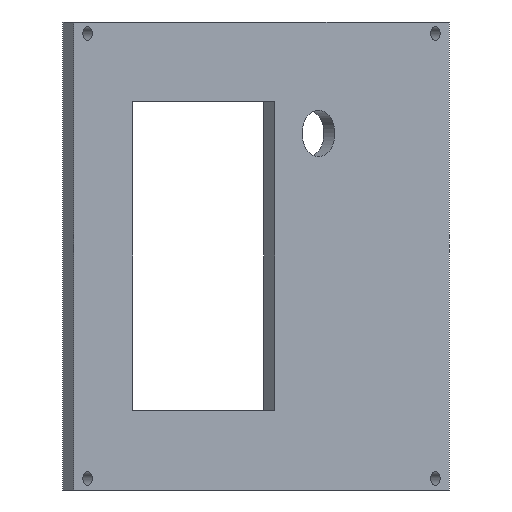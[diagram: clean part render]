
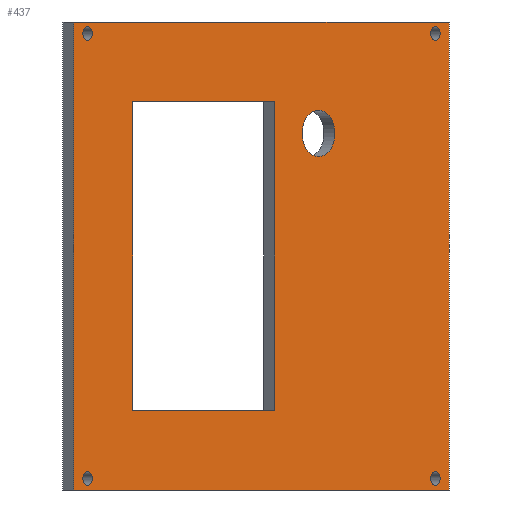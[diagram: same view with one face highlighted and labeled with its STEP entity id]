
A CAD part, front view. The second image highlights one B-rep face of the part: STEP entity #437.
In plain terms, the highlighted planar face has unit normal (0.707, -0.707, 0).
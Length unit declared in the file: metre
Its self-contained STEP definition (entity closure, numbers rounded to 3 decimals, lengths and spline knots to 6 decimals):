
#25=LINE('',#686,#49);
#26=LINE('',#689,#50);
#27=LINE('',#691,#51);
#28=LINE('',#693,#52);
#29=LINE('',#698,#53);
#30=LINE('',#701,#54);
#31=LINE('',#703,#55);
#32=LINE('',#705,#56);
#49=VECTOR('',#548,1.);
#50=VECTOR('',#549,1.);
#51=VECTOR('',#550,1.);
#52=VECTOR('',#551,1.);
#53=VECTOR('',#556,1.);
#54=VECTOR('',#557,1.);
#55=VECTOR('',#558,1.);
#56=VECTOR('',#559,1.);
#73=ORIENTED_EDGE('',*,*,#173,.F.);
#74=ORIENTED_EDGE('',*,*,#174,.F.);
#75=ORIENTED_EDGE('',*,*,#175,.F.);
#76=ORIENTED_EDGE('',*,*,#176,.F.);
#77=ORIENTED_EDGE('',*,*,#177,.F.);
#78=ORIENTED_EDGE('',*,*,#178,.T.);
#79=ORIENTED_EDGE('',*,*,#179,.T.);
#80=ORIENTED_EDGE('',*,*,#180,.F.);
#81=ORIENTED_EDGE('',*,*,#181,.F.);
#82=ORIENTED_EDGE('',*,*,#182,.T.);
#83=ORIENTED_EDGE('',*,*,#183,.T.);
#84=ORIENTED_EDGE('',*,*,#184,.F.);
#85=ORIENTED_EDGE('',*,*,#185,.F.);
#173=EDGE_CURVE('',#223,#223,#265,.T.);
#174=EDGE_CURVE('',#224,#224,#266,.T.);
#175=EDGE_CURVE('',#225,#225,#267,.T.);
#176=EDGE_CURVE('',#226,#227,#25,.T.);
#177=EDGE_CURVE('',#228,#226,#26,.T.);
#178=EDGE_CURVE('',#228,#229,#27,.T.);
#179=EDGE_CURVE('',#229,#227,#28,.T.);
#180=EDGE_CURVE('',#230,#230,#268,.T.);
#181=EDGE_CURVE('',#231,#231,#269,.T.);
#182=EDGE_CURVE('',#232,#233,#29,.T.);
#183=EDGE_CURVE('',#233,#234,#30,.T.);
#184=EDGE_CURVE('',#235,#234,#31,.T.);
#185=EDGE_CURVE('',#232,#235,#32,.T.);
#223=VERTEX_POINT('',#681);
#224=VERTEX_POINT('',#683);
#225=VERTEX_POINT('',#685);
#226=VERTEX_POINT('',#687);
#227=VERTEX_POINT('',#688);
#228=VERTEX_POINT('',#690);
#229=VERTEX_POINT('',#692);
#230=VERTEX_POINT('',#695);
#231=VERTEX_POINT('',#697);
#232=VERTEX_POINT('',#699);
#233=VERTEX_POINT('',#700);
#234=VERTEX_POINT('',#702);
#235=VERTEX_POINT('',#704);
#265=CIRCLE('',#482,0.006);
#266=CIRCLE('',#483,0.00175);
#267=CIRCLE('',#484,0.00175);
#268=CIRCLE('',#485,0.00175);
#269=CIRCLE('',#486,0.00175);
#291=EDGE_LOOP('',(#73));
#292=EDGE_LOOP('',(#74));
#293=EDGE_LOOP('',(#75));
#294=EDGE_LOOP('',(#76,#77,#78,#79));
#295=EDGE_LOOP('',(#80));
#296=EDGE_LOOP('',(#81));
#297=EDGE_LOOP('',(#82,#83,#84,#85));
#355=FACE_BOUND('',#291,.T.);
#356=FACE_BOUND('',#292,.T.);
#357=FACE_BOUND('',#293,.T.);
#358=FACE_BOUND('',#294,.T.);
#359=FACE_BOUND('',#295,.T.);
#360=FACE_BOUND('',#296,.T.);
#361=FACE_BOUND('',#297,.T.);
#419=PLANE('',#481);
#437=ADVANCED_FACE('',(#355,#356,#357,#358,#359,#360,#361),#419,.T.);
#481=AXIS2_PLACEMENT_3D('',#679,#540,#541);
#482=AXIS2_PLACEMENT_3D('',#680,#542,#543);
#483=AXIS2_PLACEMENT_3D('',#682,#544,#545);
#484=AXIS2_PLACEMENT_3D('',#684,#546,#547);
#485=AXIS2_PLACEMENT_3D('',#694,#552,#553);
#486=AXIS2_PLACEMENT_3D('',#696,#554,#555);
#540=DIRECTION('',(0.707,-0.707,0.));
#541=DIRECTION('',(0.707,0.707,0.));
#542=DIRECTION('',(0.707,-0.707,0.));
#543=DIRECTION('',(0.707,0.707,0.));
#544=DIRECTION('',(0.707,-0.707,0.));
#545=DIRECTION('',(0.707,0.707,0.));
#546=DIRECTION('',(0.707,-0.707,0.));
#547=DIRECTION('',(0.707,0.707,0.));
#548=DIRECTION('',(0.,0.,1.));
#549=DIRECTION('',(-0.707,-0.707,0.));
#550=DIRECTION('',(0.,0.,1.));
#551=DIRECTION('',(-0.707,-0.707,0.));
#552=DIRECTION('',(0.707,-0.707,0.));
#553=DIRECTION('',(0.707,0.707,0.));
#554=DIRECTION('',(0.707,-0.707,0.));
#555=DIRECTION('',(0.707,0.707,0.));
#556=DIRECTION('',(0.707,0.707,0.));
#557=DIRECTION('',(0.,0.,-1.));
#558=DIRECTION('',(0.707,0.707,0.));
#559=DIRECTION('',(0.,0.,-1.));
#679=CARTESIAN_POINT('',(-0.045672,-0.054328,0.057));
#680=CARTESIAN_POINT('',(-0.030921,-0.039578,0.0887));
#681=CARTESIAN_POINT('',(-0.026678,-0.035335,0.0887));
#682=CARTESIAN_POINT('',(-0.090636,-0.099293,0.1145));
#683=CARTESIAN_POINT('',(-0.089399,-0.098055,0.1145));
#684=CARTESIAN_POINT('',(-0.000707,-0.009364,0.1145));
#685=CARTESIAN_POINT('',(0.00053,-0.008127,0.1145));
#686=CARTESIAN_POINT('',(-0.094172,-0.102828,0.057));
#687=CARTESIAN_POINT('',(-0.094172,-0.102828,-0.0035));
#688=CARTESIAN_POINT('',(-0.094172,-0.102828,0.1175));
#689=CARTESIAN_POINT('',(-0.045672,-0.054328,-0.0035));
#690=CARTESIAN_POINT('',(0.002828,-0.005828,-0.0035));
#691=CARTESIAN_POINT('',(0.002828,-0.005828,0.057));
#692=CARTESIAN_POINT('',(0.002828,-0.005828,0.1175));
#693=CARTESIAN_POINT('',(-0.045672,-0.054328,0.1175));
#694=CARTESIAN_POINT('',(-0.090636,-0.099293,-0.0005));
#695=CARTESIAN_POINT('',(-0.089399,-0.098055,-0.0005));
#696=CARTESIAN_POINT('',(-0.000707,-0.009364,-0.0005));
#697=CARTESIAN_POINT('',(0.00053,-0.008127,-0.0005));
#698=CARTESIAN_POINT('',(-0.045672,-0.054328,0.0969));
#699=CARTESIAN_POINT('',(-0.079004,-0.087661,0.0969));
#700=CARTESIAN_POINT('',(-0.042235,-0.050891,0.0969));
#701=CARTESIAN_POINT('',(-0.042235,-0.050891,0.057));
#702=CARTESIAN_POINT('',(-0.042235,-0.050891,0.0171));
#703=CARTESIAN_POINT('',(-0.045672,-0.054328,0.0171));
#704=CARTESIAN_POINT('',(-0.079004,-0.087661,0.0171));
#705=CARTESIAN_POINT('',(-0.079004,-0.087661,0.057));
